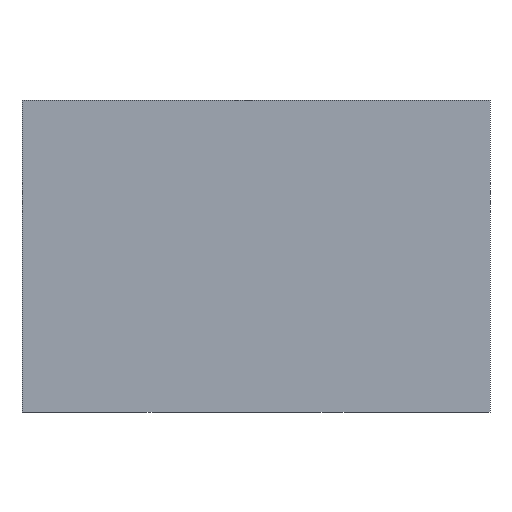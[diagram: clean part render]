
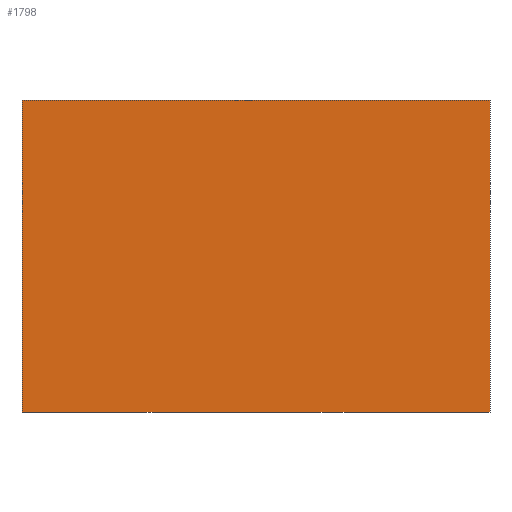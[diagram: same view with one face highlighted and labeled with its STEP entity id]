
A CAD part, left-side view. The second image highlights one B-rep face of the part: STEP entity #1798.
In plain terms, the highlighted planar face has unit normal (-1, 0, 0).
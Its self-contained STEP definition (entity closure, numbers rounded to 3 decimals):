
#104=FACE_OUTER_BOUND('',#200,.T.);
#200=EDGE_LOOP('',(#1303,#1304,#1305,#1306));
#424=LINE('',#2856,#596);
#426=LINE('',#2860,#598);
#427=LINE('',#2862,#599);
#428=LINE('',#2863,#600);
#596=VECTOR('',#2287,10.);
#598=VECTOR('',#2291,10.);
#599=VECTOR('',#2292,10.);
#600=VECTOR('',#2293,10.);
#781=VERTEX_POINT('',#2853);
#782=VERTEX_POINT('',#2855);
#783=VERTEX_POINT('',#2859);
#784=VERTEX_POINT('',#2861);
#995=EDGE_CURVE('',#782,#781,#424,.T.);
#997=EDGE_CURVE('',#783,#782,#426,.T.);
#998=EDGE_CURVE('',#781,#784,#427,.T.);
#999=EDGE_CURVE('',#784,#783,#428,.T.);
#1303=ORIENTED_EDGE('',*,*,#997,.T.);
#1304=ORIENTED_EDGE('',*,*,#995,.T.);
#1305=ORIENTED_EDGE('',*,*,#998,.T.);
#1306=ORIENTED_EDGE('',*,*,#999,.T.);
#1735=PLANE('',#1952);
#1798=ADVANCED_FACE('',(#104),#1735,.F.);
#1952=AXIS2_PLACEMENT_3D('',#2858,#2289,#2290);
#2287=DIRECTION('',(0.,0.,-1.));
#2289=DIRECTION('center_axis',(1.,0.,0.));
#2290=DIRECTION('ref_axis',(0.,0.,1.));
#2291=DIRECTION('',(0.,1.,0.));
#2292=DIRECTION('',(0.,-1.,0.));
#2293=DIRECTION('',(0.,0.,1.));
#2853=CARTESIAN_POINT('',(0.,41.968,0.));
#2855=CARTESIAN_POINT('',(0.,41.968,20.));
#2856=CARTESIAN_POINT('',(0.,41.968,10.));
#2858=CARTESIAN_POINT('Origin',(0.,26.968,10.));
#2859=CARTESIAN_POINT('',(0.,11.968,20.));
#2860=CARTESIAN_POINT('',(0.,26.968,20.));
#2861=CARTESIAN_POINT('',(0.,11.968,0.));
#2862=CARTESIAN_POINT('',(0.,26.968,0.));
#2863=CARTESIAN_POINT('',(0.,11.968,10.));
